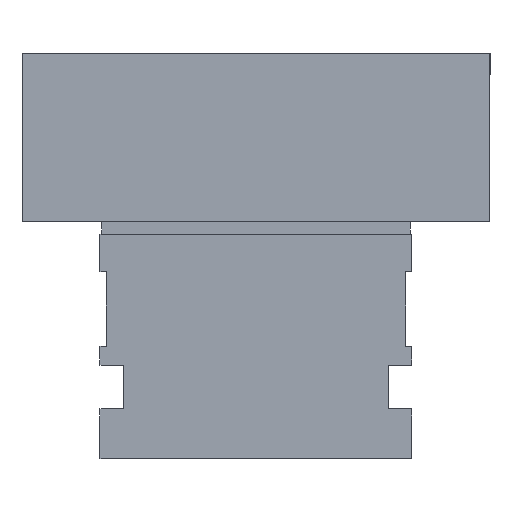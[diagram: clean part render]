
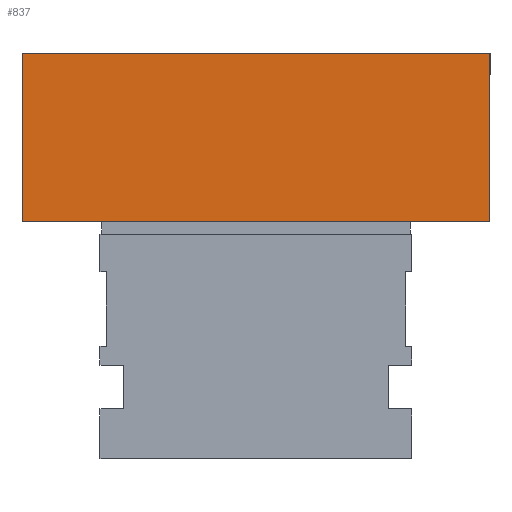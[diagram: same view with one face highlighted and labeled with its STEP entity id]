
A CAD part, front view. The second image highlights one B-rep face of the part: STEP entity #837.
In plain terms, the highlighted face is planar.
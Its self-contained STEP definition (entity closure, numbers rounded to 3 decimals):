
#6 = DIRECTION ( 'NONE',  ( 0., 0., 1. ) ) ;
#192 = DIRECTION ( 'NONE',  ( 0., 0., 1. ) ) ;
#240 = EDGE_CURVE ( 'NONE', #3353, #588, #2532, .T. ) ;
#262 = EDGE_LOOP ( 'NONE', ( #1139, #3912, #960, #3982 ) ) ;
#345 = CARTESIAN_POINT ( 'NONE',  ( 70., -75., 54. ) ) ;
#500 = VECTOR ( 'NONE', #949, 1000. ) ;
#521 = VERTEX_POINT ( 'NONE', #1997 ) ;
#588 = VERTEX_POINT ( 'NONE', #3921 ) ;
#805 = FACE_OUTER_BOUND ( 'NONE', #262, .T. ) ;
#837 = ADVANCED_FACE ( 'NONE', ( #805 ), #2072, .F. ) ;
#869 = CARTESIAN_POINT ( 'NONE',  ( 70., -75., 54. ) ) ;
#949 = DIRECTION ( 'NONE',  ( 0., -1., 0. ) ) ;
#960 = ORIENTED_EDGE ( 'NONE', *, *, #1806, .F. ) ;
#1139 = ORIENTED_EDGE ( 'NONE', *, *, #3446, .T. ) ;
#1454 = DIRECTION ( 'NONE',  ( -1., 0., 0. ) ) ;
#1483 = CARTESIAN_POINT ( 'NONE',  ( 70., -75., 54. ) ) ;
#1747 = AXIS2_PLACEMENT_3D ( 'NONE', #869, #1454, #192 ) ;
#1806 = EDGE_CURVE ( 'NONE', #521, #3353, #2370, .T. ) ;
#1828 = LINE ( 'NONE', #4048, #500 ) ;
#1997 = CARTESIAN_POINT ( 'NONE',  ( 70., -75., 0. ) ) ;
#2045 = VERTEX_POINT ( 'NONE', #3043 ) ;
#2072 = PLANE ( 'NONE',  #1747 ) ;
#2232 = EDGE_CURVE ( 'NONE', #2045, #521, #1828, .T. ) ;
#2370 = LINE ( 'NONE', #345, #3351 ) ;
#2532 = LINE ( 'NONE', #4010, #3074 ) ;
#2776 = DIRECTION ( 'NONE',  ( 0., 1., 0. ) ) ;
#2962 = DIRECTION ( 'NONE',  ( 0., 0., 1. ) ) ;
#3043 = CARTESIAN_POINT ( 'NONE',  ( 70., 75., 0. ) ) ;
#3074 = VECTOR ( 'NONE', #2776, 1000. ) ;
#3149 = VECTOR ( 'NONE', #6, 1000. ) ;
#3244 = LINE ( 'NONE', #3784, #3149 ) ;
#3351 = VECTOR ( 'NONE', #2962, 1000. ) ;
#3353 = VERTEX_POINT ( 'NONE', #1483 ) ;
#3446 = EDGE_CURVE ( 'NONE', #2045, #588, #3244, .T. ) ;
#3784 = CARTESIAN_POINT ( 'NONE',  ( 70., 75., 54. ) ) ;
#3912 = ORIENTED_EDGE ( 'NONE', *, *, #240, .F. ) ;
#3921 = CARTESIAN_POINT ( 'NONE',  ( 70., 75., 54. ) ) ;
#3982 = ORIENTED_EDGE ( 'NONE', *, *, #2232, .F. ) ;
#4010 = CARTESIAN_POINT ( 'NONE',  ( 70., -75., 54. ) ) ;
#4048 = CARTESIAN_POINT ( 'NONE',  ( 70., -75., 0. ) ) ;
